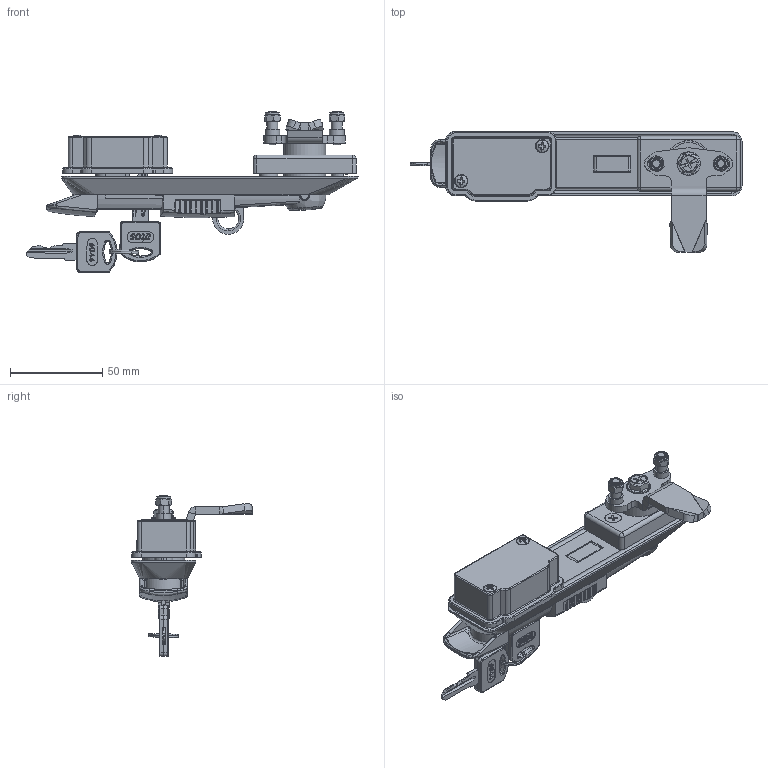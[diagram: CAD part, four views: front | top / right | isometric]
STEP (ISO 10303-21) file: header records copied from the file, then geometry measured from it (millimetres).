
FILE_DESCRIPTION (( 'STEP AP203' ), '1' );
FILE_NAME ('KI73.5.31.1214.2.STEP', '2022-08-22T12:25:24', ( '' ), ( '' ), 'SwSTEP 2.0', 'SolidWorks 2021', '' );
FILE_SCHEMA (( 'CONFIG_CONTROL_DESIGN' ));
Length unit declared in the file: millimetre
Products named in the file (1): KI73.5.31.1214.2
Bounding box: 180.28 x 65.78 x 87.53 mm (x, y, z)
Surface area: 46637.4 mm2 (no closed solid volume)
Topology: 0 solids, 42 shells, 1123 faces, 3516 edges, 2393 vertices
Faces by surface type: plane 478, bspline 309, cylinder 213, cone 77, torus 34, sphere 12
Entity records: 58361 total; most frequent: CARTESIAN_POINT 30465, ORIENTED_EDGE 6058, DIRECTION 4678, EDGE_CURVE 3512, VERTEX_POINT 2393, VECTOR 1670, LINE 1670, AXIS2_PLACEMENT_3D 1504
